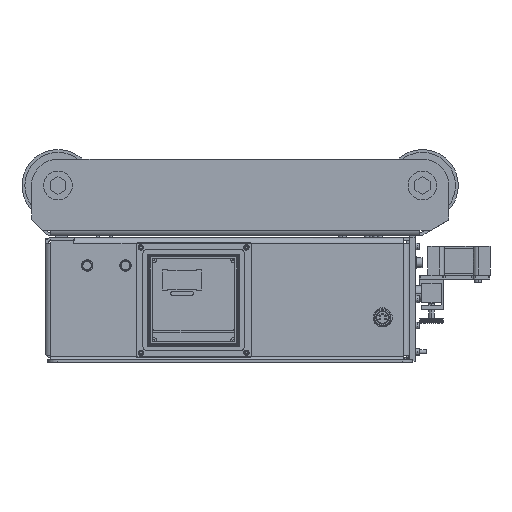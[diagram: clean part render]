
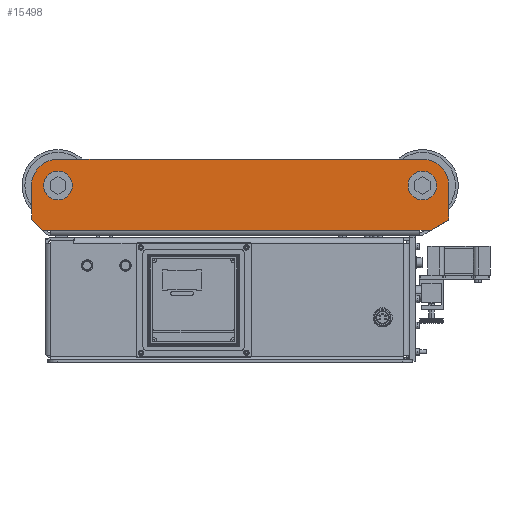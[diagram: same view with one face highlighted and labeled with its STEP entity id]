
A CAD part, left-side view. The second image highlights one B-rep face of the part: STEP entity #15498.
In plain terms, the highlighted face is planar.
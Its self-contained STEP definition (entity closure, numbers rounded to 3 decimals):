
#11962=CARTESIAN_POINT('',(479.0,274.5,19.9));
#11963=VERTEX_POINT('',#11962);
#11972=CARTESIAN_POINT('',(479.0,274.5,30.1));
#11973=VERTEX_POINT('',#11972);
#11974=CARTESIAN_POINT('',(479.0,274.5,25.0));
#11975=DIRECTION('',(-1.0,0.0,0.0));
#11976=DIRECTION('',(0.0,0.0,-1.0));
#11977=AXIS2_PLACEMENT_3D('',#11974,#11975,#11976);
#11978=CIRCLE('',#11977,5.1);
#11979=EDGE_CURVE('',#11973,#11963,#11978,.T.);
#12854=CARTESIAN_POINT('',(479.0,302.0,-11.0));
#12855=VERTEX_POINT('',#12854);
#12862=CARTESIAN_POINT('',(479.0,283.813,-21.5));
#12863=VERTEX_POINT('',#12862);
#12864=CARTESIAN_POINT('',(479.0,302.0,-11.0));
#12865=DIRECTION('',(0.0,-0.866,-0.5));
#12866=VECTOR('',#12865,21.);
#12867=LINE('',#12864,#12866);
#12868=EDGE_CURVE('',#12855,#12863,#12867,.T.);
#12893=CARTESIAN_POINT('',(479.0,302.0,25.0));
#12894=VERTEX_POINT('',#12893);
#12901=CARTESIAN_POINT('',(479.0,302.0,-11.0));
#12902=DIRECTION('',(0.0,0.0,1.0));
#12903=VECTOR('',#12902,36.0);
#12904=LINE('',#12901,#12903);
#12905=EDGE_CURVE('',#12855,#12894,#12904,.T.);
#13226=CARTESIAN_POINT('',(479.0,-121.5,-21.5));
#13227=VERTEX_POINT('',#13226);
#13228=CARTESIAN_POINT('',(479.0,-133.0,-10.0));
#13229=VERTEX_POINT('',#13228);
#13230=CARTESIAN_POINT('',(479.0,-121.5,-21.5));
#13231=DIRECTION('',(0.0,-0.707,0.707));
#13232=VECTOR('',#13231,16.263);
#13233=LINE('',#13230,#13232);
#13234=EDGE_CURVE('',#13227,#13229,#13233,.T.);
#13259=CARTESIAN_POINT('',(479.0,-113.,-21.5));
#13260=VERTEX_POINT('',#13259);
#13267=CARTESIAN_POINT('',(479.0,-121.5,-21.5));
#13268=DIRECTION('',(0.0,1.0,0.0));
#13269=VECTOR('',#13268,8.5);
#13270=LINE('',#13267,#13269);
#13271=EDGE_CURVE('',#13227,#13260,#13270,.T.);
#13338=CARTESIAN_POINT('',(479.0,272.0,-21.5));
#13339=VERTEX_POINT('',#13338);
#13347=CARTESIAN_POINT('',(479.0,272.0,-21.5));
#13348=DIRECTION('',(0.0,-1.0,0.0));
#13349=VECTOR('',#13348,385.);
#13350=LINE('',#13347,#13349);
#13351=EDGE_CURVE('',#13339,#13260,#13350,.T.);
#14392=CARTESIAN_POINT('',(479.,-100.4,24.0));
#14393=VERTEX_POINT('',#14392);
#14400=CARTESIAN_POINT('',(479.,-100.4,26.0));
#14401=VERTEX_POINT('',#14400);
#14402=CARTESIAN_POINT('',(479.,-100.4,26.0));
#14403=DIRECTION('',(0.0,0.0,-1.0));
#14404=VECTOR('',#14403,2.0);
#14405=LINE('',#14402,#14404);
#14406=EDGE_CURVE('',#14401,#14393,#14405,.T.);
#14454=CARTESIAN_POINT('',(479.,-110.6,24.0));
#14455=VERTEX_POINT('',#14454);
#14462=CARTESIAN_POINT('',(479.,-105.5,24.0));
#14463=DIRECTION('',(-1.0,0.0,0.0));
#14464=DIRECTION('',(0.0,0.0,-1.0));
#14465=AXIS2_PLACEMENT_3D('',#14462,#14463,#14464);
#14466=CIRCLE('',#14465,5.1);
#14467=EDGE_CURVE('',#14393,#14455,#14466,.T.);
#14505=CARTESIAN_POINT('',(479.,-110.6,26.0));
#14506=VERTEX_POINT('',#14505);
#14507=CARTESIAN_POINT('',(479.,-105.5,26.0));
#14508=DIRECTION('',(-1.0,0.0,0.0));
#14509=DIRECTION('',(0.0,0.0,-1.0));
#14510=AXIS2_PLACEMENT_3D('',#14507,#14508,#14509);
#14511=CIRCLE('',#14510,5.1);
#14512=EDGE_CURVE('',#14506,#14401,#14511,.T.);
#14530=CARTESIAN_POINT('',(479.,-110.6,24.0));
#14531=DIRECTION('',(0.0,0.0,1.0));
#14532=VECTOR('',#14531,2.0);
#14533=LINE('',#14530,#14532);
#14534=EDGE_CURVE('',#14455,#14506,#14533,.T.);
#14590=CARTESIAN_POINT('',(479.0,274.5,25.0));
#14591=DIRECTION('',(-1.0,0.0,0.0));
#14592=DIRECTION('',(0.0,0.0,-1.0));
#14593=AXIS2_PLACEMENT_3D('',#14590,#14591,#14592);
#14594=CIRCLE('',#14593,5.1);
#14595=EDGE_CURVE('',#11963,#11973,#14594,.T.);
#15135=CARTESIAN_POINT('',(479.0,272.0,-21.5));
#15136=DIRECTION('',(0.0,1.0,0.0));
#15137=VECTOR('',#15136,11.813);
#15138=LINE('',#15135,#15137);
#15139=EDGE_CURVE('',#13339,#12863,#15138,.T.);
#15340=CARTESIAN_POINT('',(479.0,-133.0,25.0));
#15341=VERTEX_POINT('',#15340);
#15342=CARTESIAN_POINT('',(479.0,-133.0,-10.0));
#15343=DIRECTION('',(0.0,0.0,1.0));
#15344=VECTOR('',#15343,35.0);
#15345=LINE('',#15342,#15344);
#15346=EDGE_CURVE('',#13229,#15341,#15345,.T.);
#15397=CARTESIAN_POINT('',(479.0,-105.5,52.5));
#15398=VERTEX_POINT('',#15397);
#15399=CARTESIAN_POINT('',(479.0,-105.5,25.0));
#15400=DIRECTION('',(-1.,0.0,0.0));
#15401=DIRECTION('',(0.0,-0.707,0.707));
#15402=AXIS2_PLACEMENT_3D('',#15399,#15400,#15401);
#15403=CIRCLE('',#15402,27.5);
#15404=EDGE_CURVE('',#15341,#15398,#15403,.T.);
#15423=CARTESIAN_POINT('',(479.,274.5,52.5));
#15424=VERTEX_POINT('',#15423);
#15425=CARTESIAN_POINT('',(479.,274.5,52.5));
#15426=DIRECTION('',(0.0,-1.0,0.0));
#15427=VECTOR('',#15426,380.0);
#15428=LINE('',#15425,#15427);
#15429=EDGE_CURVE('',#15424,#15398,#15428,.T.);
#15446=CARTESIAN_POINT('',(479.0,274.5,25.0));
#15447=DIRECTION('',(-1.,0.0,0.0));
#15448=DIRECTION('',(0.0,0.707,0.707));
#15449=AXIS2_PLACEMENT_3D('',#15446,#15447,#15448);
#15450=CIRCLE('',#15449,27.5);
#15451=EDGE_CURVE('',#15424,#12894,#15450,.T.);
#15471=CARTESIAN_POINT('',(479.0,133.0,-27.5));
#15472=DIRECTION('',(1.0,0.0,0.0));
#15473=DIRECTION('',(0.0,0.0,-1.0));
#15474=AXIS2_PLACEMENT_3D('',#15471,#15472,#15473);
#15475=PLANE('',#15474);
#15476=ORIENTED_EDGE('',*,*,#12868,.F.);
#15477=ORIENTED_EDGE('',*,*,#12905,.T.);
#15478=ORIENTED_EDGE('',*,*,#15451,.F.);
#15479=ORIENTED_EDGE('',*,*,#15429,.T.);
#15480=ORIENTED_EDGE('',*,*,#15404,.F.);
#15481=ORIENTED_EDGE('',*,*,#15346,.F.);
#15482=ORIENTED_EDGE('',*,*,#13234,.F.);
#15483=ORIENTED_EDGE('',*,*,#13271,.T.);
#15484=ORIENTED_EDGE('',*,*,#13351,.F.);
#15485=ORIENTED_EDGE('',*,*,#15139,.T.);
#15486=EDGE_LOOP('',(#15476,#15477,#15478,#15479,#15480,#15481,#15482,#15483,#15484,#15485));
#15487=FACE_OUTER_BOUND('',#15486,.T.);
#15488=ORIENTED_EDGE('',*,*,#14534,.T.);
#15489=ORIENTED_EDGE('',*,*,#14512,.T.);
#15490=ORIENTED_EDGE('',*,*,#14406,.T.);
#15491=ORIENTED_EDGE('',*,*,#14467,.T.);
#15492=EDGE_LOOP('',(#15488,#15489,#15490,#15491));
#15493=FACE_BOUND('',#15492,.T.);
#15494=ORIENTED_EDGE('',*,*,#14595,.T.);
#15495=ORIENTED_EDGE('',*,*,#11979,.T.);
#15496=EDGE_LOOP('',(#15494,#15495));
#15497=FACE_BOUND('',#15496,.T.);
#15498=ADVANCED_FACE('',(#15487,#15493,#15497),#15475,.T.);
